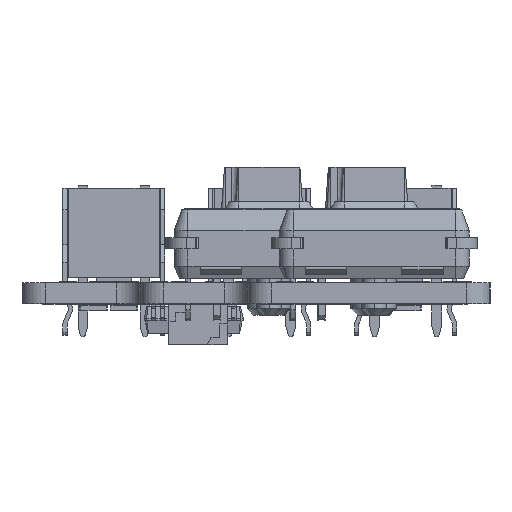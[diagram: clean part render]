
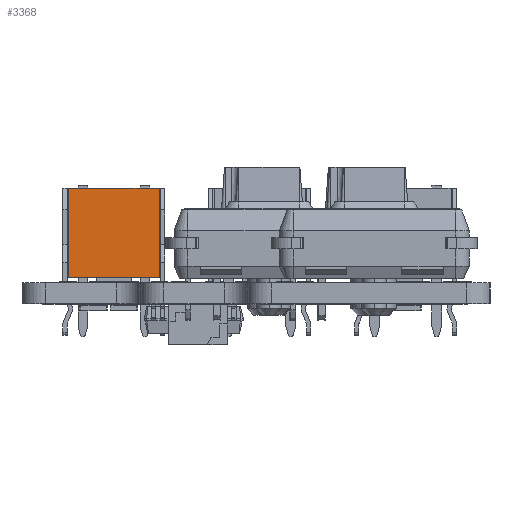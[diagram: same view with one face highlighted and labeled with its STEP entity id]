
A CAD part, left-side view. The second image highlights one B-rep face of the part: STEP entity #3368.
In plain terms, the highlighted face is planar.
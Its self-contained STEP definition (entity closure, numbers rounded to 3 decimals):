
#3116 = VERTEX_POINT('',#3117);
#3117 = CARTESIAN_POINT('',(5.545,-0.94,0.3));
#3125 = VERTEX_POINT('',#3126);
#3126 = CARTESIAN_POINT('',(-1.055,-0.94,0.3));
#3132 = EDGE_CURVE('',#3116,#3125,#3133,.T.);
#3133 = LINE('',#3134,#3135);
#3134 = CARTESIAN_POINT('',(5.545,-0.94,0.3));
#3135 = VECTOR('',#3136,1.);
#3136 = DIRECTION('',(-1.,0.,0.));
#3215 = VERTEX_POINT('',#3216);
#3216 = CARTESIAN_POINT('',(5.545,-0.94,6.8));
#3224 = EDGE_CURVE('',#3215,#3116,#3225,.T.);
#3225 = LINE('',#3226,#3227);
#3226 = CARTESIAN_POINT('',(5.545,-0.94,6.8));
#3227 = VECTOR('',#3228,1.);
#3228 = DIRECTION('',(0.,0.,-1.));
#3241 = VERTEX_POINT('',#3242);
#3242 = CARTESIAN_POINT('',(-1.055,-0.94,6.8));
#3248 = EDGE_CURVE('',#3125,#3241,#3249,.T.);
#3249 = LINE('',#3250,#3251);
#3250 = CARTESIAN_POINT('',(-1.055,-0.94,0.3));
#3251 = VECTOR('',#3252,1.);
#3252 = DIRECTION('',(0.,0.,1.));
#3265 = EDGE_CURVE('',#3241,#3215,#3266,.T.);
#3266 = LINE('',#3267,#3268);
#3267 = CARTESIAN_POINT('',(-1.055,-0.94,6.8));
#3268 = VECTOR('',#3269,1.);
#3269 = DIRECTION('',(1.,0.,0.));
#3368 = ADVANCED_FACE('',(#3369),#3375,.T.);
#3369 = FACE_BOUND('',#3370,.F.);
#3370 = EDGE_LOOP('',(#3371,#3372,#3373,#3374));
#3371 = ORIENTED_EDGE('',*,*,#3132,.T.);
#3372 = ORIENTED_EDGE('',*,*,#3248,.T.);
#3373 = ORIENTED_EDGE('',*,*,#3265,.T.);
#3374 = ORIENTED_EDGE('',*,*,#3224,.T.);
#3375 = PLANE('',#3376);
#3376 = AXIS2_PLACEMENT_3D('',#3377,#3378,#3379);
#3377 = CARTESIAN_POINT('',(5.545,-0.94,0.3));
#3378 = DIRECTION('',(0.,-1.,0.));
#3379 = DIRECTION('',(0.,0.,1.));
